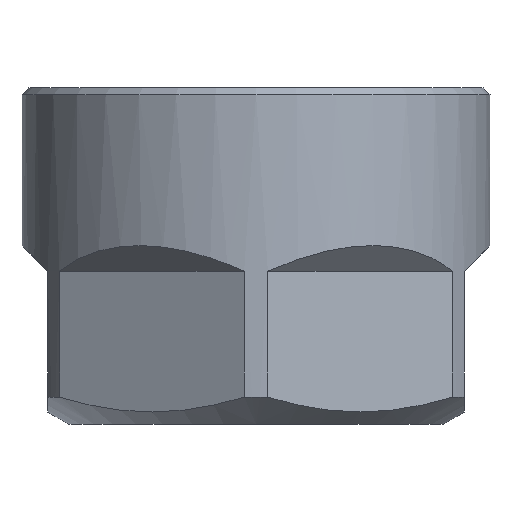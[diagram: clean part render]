
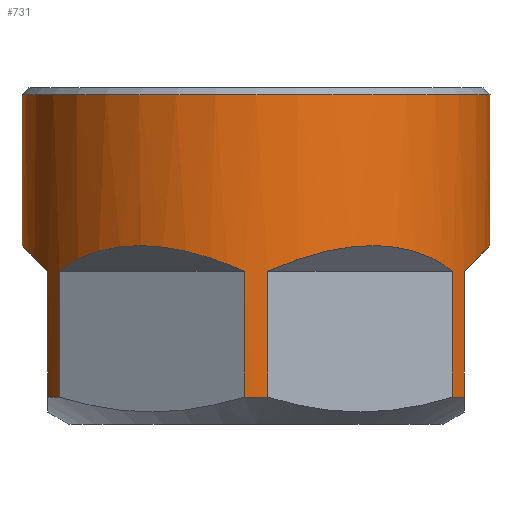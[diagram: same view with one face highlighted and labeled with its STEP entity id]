
A CAD part, left-side view. The second image highlights one B-rep face of the part: STEP entity #731.
In plain terms, the highlighted cylindrical face has radius 16.85 mm (diameter 33.7 mm), a full revolution.
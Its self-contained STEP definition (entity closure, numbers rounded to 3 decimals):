
#23=CYLINDRICAL_SURFACE('',#782,16.85);
#28=CIRCLE('',#772,16.85);
#29=CIRCLE('',#773,16.85);
#30=CIRCLE('',#774,16.85);
#31=CIRCLE('',#775,16.85);
#32=CIRCLE('',#776,16.85);
#33=CIRCLE('',#777,16.85);
#37=CIRCLE('',#785,16.85);
#61=ELLIPSE('',#760,23.829,16.85);
#62=ELLIPSE('',#763,23.829,16.85);
#63=ELLIPSE('',#766,23.829,16.85);
#64=ELLIPSE('',#769,23.829,16.85);
#65=ELLIPSE('',#783,23.829,16.85);
#66=ELLIPSE('',#784,23.829,16.85);
#116=ORIENTED_EDGE('',*,*,#231,.T.);
#117=ORIENTED_EDGE('',*,*,#209,.T.);
#118=ORIENTED_EDGE('',*,*,#241,.T.);
#119=ORIENTED_EDGE('',*,*,#207,.F.);
#120=ORIENTED_EDGE('',*,*,#237,.T.);
#121=ORIENTED_EDGE('',*,*,#214,.T.);
#122=ORIENTED_EDGE('',*,*,#211,.T.);
#123=ORIENTED_EDGE('',*,*,#213,.F.);
#124=ORIENTED_EDGE('',*,*,#236,.T.);
#125=ORIENTED_EDGE('',*,*,#219,.T.);
#126=ORIENTED_EDGE('',*,*,#216,.T.);
#127=ORIENTED_EDGE('',*,*,#218,.F.);
#128=ORIENTED_EDGE('',*,*,#235,.T.);
#129=ORIENTED_EDGE('',*,*,#224,.T.);
#130=ORIENTED_EDGE('',*,*,#221,.T.);
#131=ORIENTED_EDGE('',*,*,#223,.F.);
#132=ORIENTED_EDGE('',*,*,#234,.T.);
#133=ORIENTED_EDGE('',*,*,#229,.T.);
#134=ORIENTED_EDGE('',*,*,#226,.T.);
#135=ORIENTED_EDGE('',*,*,#228,.F.);
#136=ORIENTED_EDGE('',*,*,#233,.T.);
#137=ORIENTED_EDGE('',*,*,#242,.T.);
#138=ORIENTED_EDGE('',*,*,#243,.T.);
#139=ORIENTED_EDGE('',*,*,#244,.F.);
#140=ORIENTED_EDGE('',*,*,#245,.T.);
#207=EDGE_CURVE('',#274,#275,#321,.T.);
#209=EDGE_CURVE('',#277,#276,#323,.T.);
#211=EDGE_CURVE('',#278,#279,#61,.T.);
#213=EDGE_CURVE('',#280,#279,#325,.T.);
#214=EDGE_CURVE('',#281,#278,#326,.T.);
#216=EDGE_CURVE('',#282,#283,#62,.T.);
#218=EDGE_CURVE('',#284,#283,#328,.T.);
#219=EDGE_CURVE('',#285,#282,#329,.T.);
#221=EDGE_CURVE('',#286,#287,#63,.T.);
#223=EDGE_CURVE('',#288,#287,#331,.T.);
#224=EDGE_CURVE('',#289,#286,#332,.T.);
#226=EDGE_CURVE('',#290,#291,#64,.T.);
#228=EDGE_CURVE('',#292,#291,#334,.T.);
#229=EDGE_CURVE('',#293,#290,#335,.T.);
#231=EDGE_CURVE('',#294,#277,#28,.T.);
#233=EDGE_CURVE('',#292,#295,#29,.T.);
#234=EDGE_CURVE('',#288,#293,#30,.T.);
#235=EDGE_CURVE('',#284,#289,#31,.T.);
#236=EDGE_CURVE('',#280,#285,#32,.T.);
#237=EDGE_CURVE('',#274,#281,#33,.T.);
#241=EDGE_CURVE('',#276,#275,#65,.T.);
#242=EDGE_CURVE('',#295,#299,#336,.T.);
#243=EDGE_CURVE('',#299,#300,#66,.T.);
#244=EDGE_CURVE('',#294,#300,#337,.T.);
#245=EDGE_CURVE('',#301,#301,#37,.T.);
#274=VERTEX_POINT('',#993);
#275=VERTEX_POINT('',#994);
#276=VERTEX_POINT('',#996);
#277=VERTEX_POINT('',#998);
#278=VERTEX_POINT('',#1007);
#279=VERTEX_POINT('',#1008);
#280=VERTEX_POINT('',#1012);
#281=VERTEX_POINT('',#1014);
#282=VERTEX_POINT('',#1023);
#283=VERTEX_POINT('',#1024);
#284=VERTEX_POINT('',#1028);
#285=VERTEX_POINT('',#1030);
#286=VERTEX_POINT('',#1039);
#287=VERTEX_POINT('',#1040);
#288=VERTEX_POINT('',#1044);
#289=VERTEX_POINT('',#1046);
#290=VERTEX_POINT('',#1055);
#291=VERTEX_POINT('',#1056);
#292=VERTEX_POINT('',#1060);
#293=VERTEX_POINT('',#1062);
#294=VERTEX_POINT('',#1071);
#295=VERTEX_POINT('',#1078);
#299=VERTEX_POINT('',#1094);
#300=VERTEX_POINT('',#1096);
#301=VERTEX_POINT('',#1099);
#321=LINE('',#992,#347);
#323=LINE('',#997,#349);
#325=LINE('',#1011,#351);
#326=LINE('',#1013,#352);
#328=LINE('',#1027,#354);
#329=LINE('',#1029,#355);
#331=LINE('',#1043,#357);
#332=LINE('',#1045,#358);
#334=LINE('',#1059,#360);
#335=LINE('',#1061,#361);
#336=LINE('',#1093,#362);
#337=LINE('',#1097,#363);
#347=VECTOR('',#830,1000.);
#349=VECTOR('',#832,1000.);
#351=VECTOR('',#840,1000.);
#352=VECTOR('',#841,1000.);
#354=VECTOR('',#849,1000.);
#355=VECTOR('',#850,1000.);
#357=VECTOR('',#858,1000.);
#358=VECTOR('',#859,1000.);
#360=VECTOR('',#867,1000.);
#361=VECTOR('',#868,1000.);
#362=VECTOR('',#895,1000.);
#363=VECTOR('',#898,1000.);
#386=EDGE_LOOP('',(#116,#117,#118,#119,#120,#121,#122,#123,#124,#125,#126,
#127,#128,#129,#130,#131,#132,#133,#134,#135,#136,#137,#138,#139));
#387=EDGE_LOOP('',(#140));
#432=FACE_BOUND('',#386,.T.);
#433=FACE_BOUND('',#387,.T.);
#731=ADVANCED_FACE('',(#432,#433),#23,.T.);
#760=AXIS2_PLACEMENT_3D('',#1006,#835,#836);
#763=AXIS2_PLACEMENT_3D('',#1022,#844,#845);
#766=AXIS2_PLACEMENT_3D('',#1038,#853,#854);
#769=AXIS2_PLACEMENT_3D('',#1054,#862,#863);
#772=AXIS2_PLACEMENT_3D('',#1070,#871,#872);
#773=AXIS2_PLACEMENT_3D('',#1079,#873,#874);
#774=AXIS2_PLACEMENT_3D('',#1080,#875,#876);
#775=AXIS2_PLACEMENT_3D('',#1081,#877,#878);
#776=AXIS2_PLACEMENT_3D('',#1082,#879,#880);
#777=AXIS2_PLACEMENT_3D('',#1083,#881,#882);
#782=AXIS2_PLACEMENT_3D('',#1091,#891,#892);
#783=AXIS2_PLACEMENT_3D('',#1092,#893,#894);
#784=AXIS2_PLACEMENT_3D('',#1095,#896,#897);
#785=AXIS2_PLACEMENT_3D('',#1098,#899,#900);
#830=DIRECTION('',(0.,0.,1.));
#832=DIRECTION('',(0.,0.,1.));
#835=DIRECTION('',(-0.612,-0.354,0.707));
#836=DIRECTION('',(0.612,0.354,0.707));
#840=DIRECTION('',(0.,0.,1.));
#841=DIRECTION('',(0.,0.,1.));
#844=DIRECTION('',(0.,-0.707,0.707));
#845=DIRECTION('',(0.,0.707,0.707));
#849=DIRECTION('',(0.,0.,1.));
#850=DIRECTION('',(0.,0.,1.));
#853=DIRECTION('',(0.612,-0.354,0.707));
#854=DIRECTION('',(-0.612,0.354,0.707));
#858=DIRECTION('',(0.,0.,1.));
#859=DIRECTION('',(0.,0.,1.));
#862=DIRECTION('',(0.612,0.354,0.707));
#863=DIRECTION('',(-0.612,-0.354,0.707));
#867=DIRECTION('',(0.,0.,1.));
#868=DIRECTION('',(0.,0.,1.));
#871=DIRECTION('',(0.,0.,1.));
#872=DIRECTION('',(1.,0.,0.));
#873=DIRECTION('',(0.,0.,1.));
#874=DIRECTION('',(1.,0.,0.));
#875=DIRECTION('',(0.,0.,1.));
#876=DIRECTION('',(1.,0.,0.));
#877=DIRECTION('',(0.,0.,1.));
#878=DIRECTION('',(1.,0.,0.));
#879=DIRECTION('',(0.,0.,1.));
#880=DIRECTION('',(1.,0.,0.));
#881=DIRECTION('',(0.,0.,1.));
#882=DIRECTION('',(1.,0.,0.));
#891=DIRECTION('',(0.,0.,-1.));
#892=DIRECTION('',(1.,0.,0.));
#893=DIRECTION('',(-0.612,0.354,0.707));
#894=DIRECTION('',(0.612,-0.354,0.707));
#895=DIRECTION('',(0.,0.,1.));
#896=DIRECTION('',(0.,0.707,0.707));
#897=DIRECTION('',(0.,-0.707,0.707));
#898=DIRECTION('',(0.,0.,1.));
#899=DIRECTION('',(0.,0.,-1.));
#900=DIRECTION('',(-1.,0.,0.));
#992=CARTESIAN_POINT('',(16.828,-0.852,30.7));
#993=CARTESIAN_POINT('',(16.828,-0.852,1.934));
#994=CARTESIAN_POINT('',(16.828,-0.852,11.));
#996=CARTESIAN_POINT('',(9.152,-14.148,11.));
#997=CARTESIAN_POINT('',(9.152,-14.148,30.7));
#998=CARTESIAN_POINT('',(9.152,-14.148,1.934));
#1006=CARTESIAN_POINT('',(0.,0.,-4.));
#1007=CARTESIAN_POINT('',(16.828,0.852,11.));
#1008=CARTESIAN_POINT('',(9.152,14.148,11.));
#1011=CARTESIAN_POINT('',(9.152,14.148,30.7));
#1012=CARTESIAN_POINT('',(9.152,14.148,1.934));
#1013=CARTESIAN_POINT('',(16.828,0.852,30.7));
#1014=CARTESIAN_POINT('',(16.828,0.852,1.934));
#1022=CARTESIAN_POINT('',(0.,0.,-4.));
#1023=CARTESIAN_POINT('',(7.676,15.,11.));
#1024=CARTESIAN_POINT('',(-7.676,15.,11.));
#1027=CARTESIAN_POINT('',(-7.676,15.,30.7));
#1028=CARTESIAN_POINT('',(-7.676,15.,1.934));
#1029=CARTESIAN_POINT('',(7.676,15.,30.7));
#1030=CARTESIAN_POINT('',(7.676,15.,1.934));
#1038=CARTESIAN_POINT('',(0.,0.,-4.));
#1039=CARTESIAN_POINT('',(-9.152,14.148,11.));
#1040=CARTESIAN_POINT('',(-16.828,0.852,11.));
#1043=CARTESIAN_POINT('',(-16.828,0.852,30.7));
#1044=CARTESIAN_POINT('',(-16.828,0.852,1.934));
#1045=CARTESIAN_POINT('',(-9.152,14.148,30.7));
#1046=CARTESIAN_POINT('',(-9.152,14.148,1.934));
#1054=CARTESIAN_POINT('',(0.,0.,-4.));
#1055=CARTESIAN_POINT('',(-16.828,-0.852,11.));
#1056=CARTESIAN_POINT('',(-9.152,-14.148,11.));
#1059=CARTESIAN_POINT('',(-9.152,-14.148,30.7));
#1060=CARTESIAN_POINT('',(-9.152,-14.148,1.934));
#1061=CARTESIAN_POINT('',(-16.828,-0.852,30.7));
#1062=CARTESIAN_POINT('',(-16.828,-0.852,1.934));
#1070=CARTESIAN_POINT('',(0.,0.,1.934));
#1071=CARTESIAN_POINT('',(7.676,-15.,1.934));
#1078=CARTESIAN_POINT('',(-7.676,-15.,1.934));
#1079=CARTESIAN_POINT('',(0.,0.,1.934));
#1080=CARTESIAN_POINT('',(0.,0.,1.934));
#1081=CARTESIAN_POINT('',(0.,0.,1.934));
#1082=CARTESIAN_POINT('',(0.,0.,1.934));
#1083=CARTESIAN_POINT('',(0.,0.,1.934));
#1091=CARTESIAN_POINT('',(0.,0.,30.7));
#1092=CARTESIAN_POINT('',(0.,0.,-4.));
#1093=CARTESIAN_POINT('',(-7.676,-15.,30.7));
#1094=CARTESIAN_POINT('',(-7.676,-15.,11.));
#1095=CARTESIAN_POINT('',(0.,0.,-4.));
#1096=CARTESIAN_POINT('',(7.676,-15.,11.));
#1097=CARTESIAN_POINT('',(7.676,-15.,30.7));
#1098=CARTESIAN_POINT('',(0.,0.,23.7));
#1099=CARTESIAN_POINT('',(-16.85,0.,23.7));
